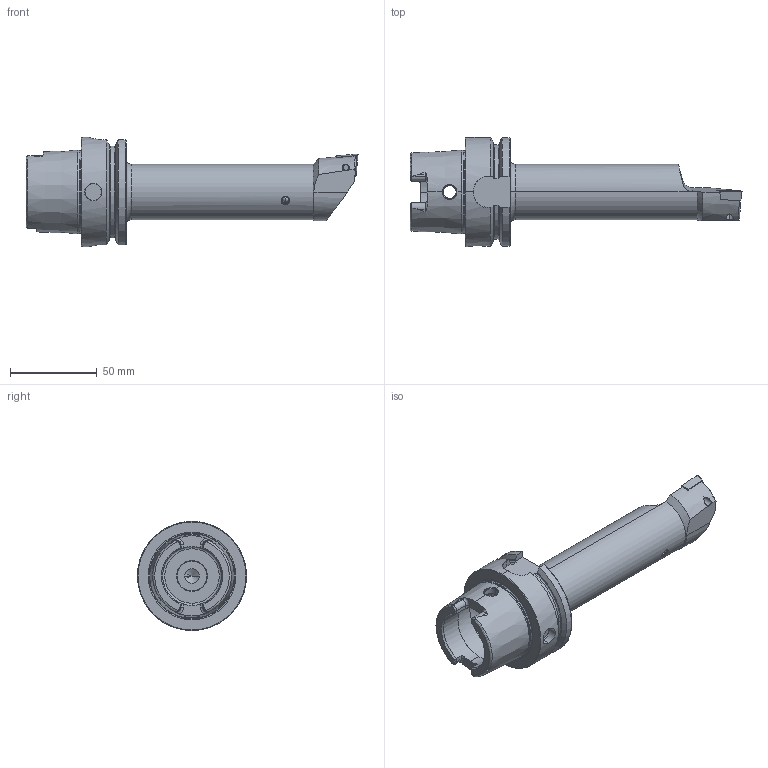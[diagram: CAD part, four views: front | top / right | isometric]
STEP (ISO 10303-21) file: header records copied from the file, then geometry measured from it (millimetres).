
FILE_DESCRIPTION (( 'STEP AP203' ), '1' );
FILE_NAME ('HA6-BCC.LLB.160.STEP', '2012-04-13T13:52:08', ( 'SwiAdmin' ), ( '' ), 'SwSTEP 2.0', 'SolidWorks 2012', '' );
FILE_SCHEMA (( 'CONFIG_CONTROL_DESIGN' ));
Length unit declared in the file: millimetre
Products named in the file (5): HA6-BCC.LLB.160; KVT_MB_600_050; WCC-ER2.001.010_A; CCMT120404; HA6-BCC.LLB.160_A
Assembly tree (4 placements, depth 2):
  HA6-BCC.LLB.160
    HA6-BCC.LLB.160_A
    CCMT120404
    WCC-ER2.001.010_A
    KVT_MB_600_050
Bounding box: 191.86 x 63 x 63 mm (x, y, z)
Volume: 169999.6 mm3; surface area: 38786.5 mm2
Topology: 5 solids, 5 shells, 299 faces, 770 edges, 467 vertices
Faces by surface type: cylinder 90, cone 80, plane 71, torus 39, bspline 17, sphere 2
Entity records: 11023 total; most frequent: CARTESIAN_POINT 3603, ORIENTED_EDGE 1498, DIRECTION 1401, EDGE_CURVE 749, AXIS2_PLACEMENT_3D 561, VERTEX_POINT 464, EDGE_LOOP 315, ADVANCED_FACE 299
